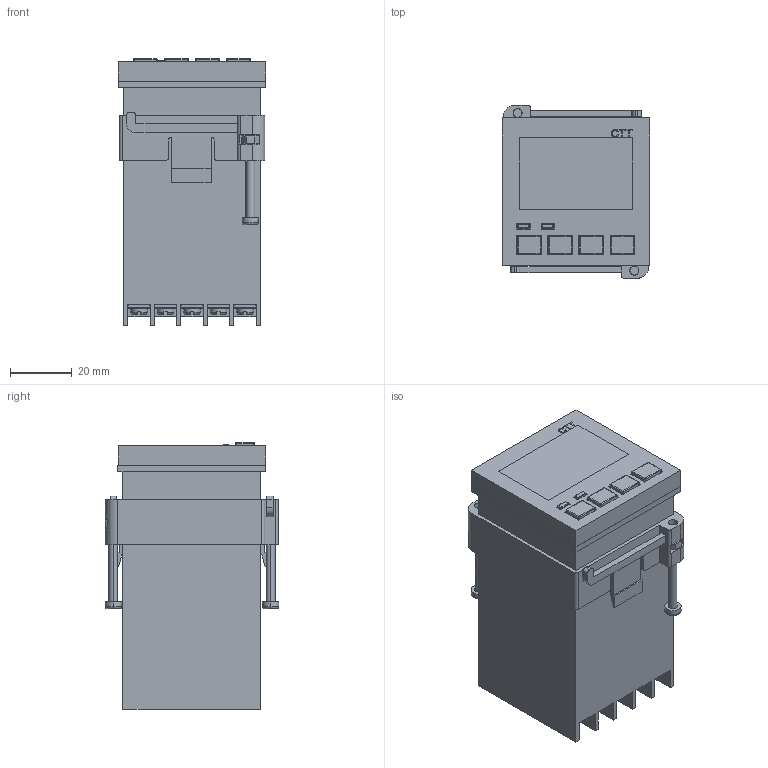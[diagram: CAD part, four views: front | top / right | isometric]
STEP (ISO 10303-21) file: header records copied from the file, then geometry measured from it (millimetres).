
FILE_DESCRIPTION (( 'STEP AP214' ), '1' );
FILE_NAME ('CTT-1C-A120.STEP', '2018-10-08T13:43:42', ( '' ), ( '' ), 'SwSTEP 2.0', 'SolidWorks 2017', '' );
FILE_SCHEMA (( 'AUTOMOTIVE_DESIGN' ));
Length unit declared in the file: inch
Products named in the file (1): CTT-1C-A120
Bounding box: 48 x 56.38 x 86.7 mm (x, y, z)
Volume: 169892.4 mm3; surface area: 33811.5 mm2
Topology: 4 solids, 4 shells, 1082 faces, 2798 edges, 1735 vertices
Faces by surface type: plane 701, cylinder 240, torus 65, sphere 60, bspline 16
Entity records: 47701 total; most frequent: CARTESIAN_POINT 7563, ORIENTED_EDGE 5460, DIRECTION 5274, EDGE_CURVE 2730, VECTOR 1870, LINE 1870, VERTEX_POINT 1735, AXIS2_PLACEMENT_3D 1702
